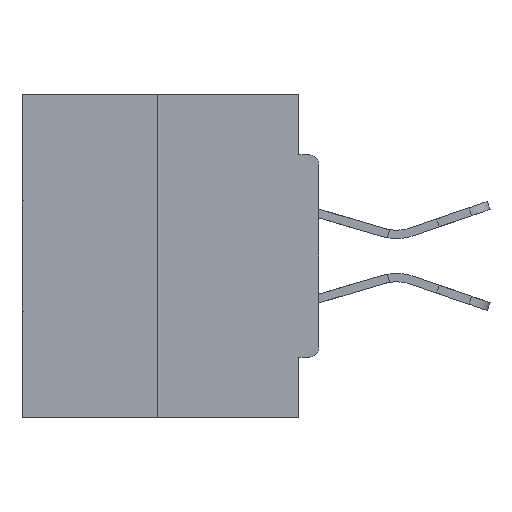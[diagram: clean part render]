
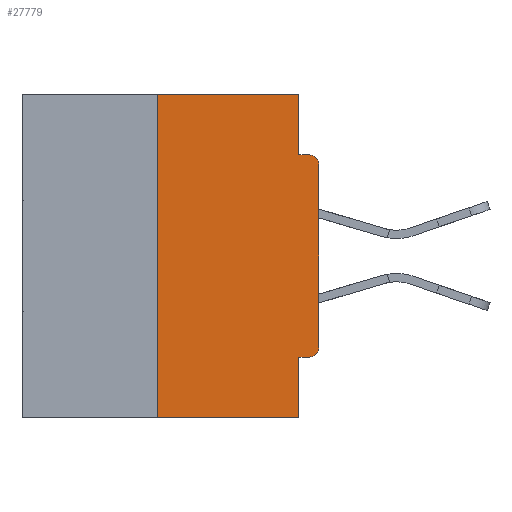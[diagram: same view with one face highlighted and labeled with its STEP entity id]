
A CAD part, left-side view. The second image highlights one B-rep face of the part: STEP entity #27779.
In plain terms, the highlighted planar face has unit normal (-1, 0, 0).
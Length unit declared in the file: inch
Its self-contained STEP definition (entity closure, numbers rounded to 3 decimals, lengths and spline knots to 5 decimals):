
#833 = EDGE_CURVE ( 'NONE', #7780, #28077, #19393, .T. ) ;
#1375 = CARTESIAN_POINT ( 'NONE',  ( 0., 0.015, -0.0935 ) ) ;
#1955 = EDGE_CURVE ( 'NONE', #16728, #25301, #30660, .T. ) ;
#2188 = AXIS2_PLACEMENT_3D ( 'NONE', #31771, #16438, #25725 ) ;
#2484 = DIRECTION ( 'NONE',  ( 1., 0., 0. ) ) ;
#3034 = DIRECTION ( 'NONE',  ( 0., -1., 0. ) ) ;
#3455 = CARTESIAN_POINT ( 'NONE',  ( 0., 0.031, -0.5 ) ) ;
#4296 = EDGE_CURVE ( 'NONE', #14227, #31849, #39431, .T. ) ;
#4389 = ORIENTED_EDGE ( 'NONE', *, *, #12299, .T. ) ;
#5583 = AXIS2_PLACEMENT_3D ( 'NONE', #13383, #37565, #16812 ) ;
#6232 = DIRECTION ( 'NONE',  ( 0., 0., 1. ) ) ;
#6745 = VERTEX_POINT ( 'NONE', #24066 ) ;
#6827 = LINE ( 'NONE', #30822, #21912 ) ;
#7780 = VERTEX_POINT ( 'NONE', #25589 ) ;
#7815 = CARTESIAN_POINT ( 'NONE',  ( 0., 0.46, 0. ) ) ;
#10137 = ORIENTED_EDGE ( 'NONE', *, *, #833, .T. ) ;
#11475 = CARTESIAN_POINT ( 'NONE',  ( 0., 0.25, -0.5 ) ) ;
#11560 = VERTEX_POINT ( 'NONE', #11475 ) ;
#12299 = EDGE_CURVE ( 'NONE', #12575, #7780, #36914, .T. ) ;
#12575 = VERTEX_POINT ( 'NONE', #18620 ) ;
#12920 = CARTESIAN_POINT ( 'NONE',  ( 0., 0., -0.0935 ) ) ;
#13037 = EDGE_CURVE ( 'NONE', #6745, #26070, #31081, .T. ) ;
#13383 = CARTESIAN_POINT ( 'NONE',  ( 0., 0.015, -0.1085 ) ) ;
#14227 = VERTEX_POINT ( 'NONE', #27225 ) ;
#14669 = VECTOR ( 'NONE', #20899, 39.37008 ) ;
#14783 = DIRECTION ( 'NONE',  ( 0., 0., -1. ) ) ;
#15875 = CARTESIAN_POINT ( 'NONE',  ( 0., 0.46, -0.5 ) ) ;
#16438 = DIRECTION ( 'NONE',  ( -1., 0., 0. ) ) ;
#16728 = VERTEX_POINT ( 'NONE', #20099 ) ;
#16812 = DIRECTION ( 'NONE',  ( 0., 0., -1. ) ) ;
#17190 = EDGE_LOOP ( 'NONE', ( #22931, #23037, #35418, #17196, #33040, #4389, #10137, #21070, #37407, #32422 ) ) ;
#17196 = ORIENTED_EDGE ( 'NONE', *, *, #13037, .F. ) ;
#17796 = FACE_OUTER_BOUND ( 'NONE', #17190, .T. ) ;
#18039 = VECTOR ( 'NONE', #34590, 39.37008 ) ;
#18392 = PLANE ( 'NONE',  #24865 ) ;
#18620 = CARTESIAN_POINT ( 'NONE',  ( 0., 0.015, -0.4065 ) ) ;
#18775 = DIRECTION ( 'NONE',  ( 0., 0., -1. ) ) ;
#19393 = LINE ( 'NONE', #34700, #28308 ) ;
#20099 = CARTESIAN_POINT ( 'NONE',  ( 0., 0.031, -0.0935 ) ) ;
#20320 = EDGE_CURVE ( 'NONE', #12575, #6745, #38020, .T. ) ;
#20899 = DIRECTION ( 'NONE',  ( 0., -1., 0. ) ) ;
#21070 = ORIENTED_EDGE ( 'NONE', *, *, #38229, .T. ) ;
#21912 = VECTOR ( 'NONE', #6232, 39.37008 ) ;
#21982 = CARTESIAN_POINT ( 'NONE',  ( 0., 0.031, -0.5 ) ) ;
#22299 = CARTESIAN_POINT ( 'NONE',  ( 0., 0., -0.4065 ) ) ;
#22931 = ORIENTED_EDGE ( 'NONE', *, *, #4296, .F. ) ;
#23037 = ORIENTED_EDGE ( 'NONE', *, *, #31885, .F. ) ;
#23107 = DIRECTION ( 'NONE',  ( 0., 0., -1. ) ) ;
#24066 = CARTESIAN_POINT ( 'NONE',  ( 0., 0.031, -0.4065 ) ) ;
#24865 = AXIS2_PLACEMENT_3D ( 'NONE', #7815, #2484, #14783 ) ;
#25301 = VERTEX_POINT ( 'NONE', #1375 ) ;
#25589 = CARTESIAN_POINT ( 'NONE',  ( 0., 0., -0.3915 ) ) ;
#25725 = DIRECTION ( 'NONE',  ( 0., 0., -1. ) ) ;
#26070 = VERTEX_POINT ( 'NONE', #21982 ) ;
#26253 = CARTESIAN_POINT ( 'NONE',  ( 0., 0., -0.1085 ) ) ;
#27225 = CARTESIAN_POINT ( 'NONE',  ( 0., 0.25, 0. ) ) ;
#27302 = VECTOR ( 'NONE', #3034, 39.37008 ) ;
#27355 = CARTESIAN_POINT ( 'NONE',  ( 0., 0.46, 0. ) ) ;
#27364 = EDGE_CURVE ( 'NONE', #11560, #26070, #37632, .T. ) ;
#27779 = ADVANCED_FACE ( 'NONE', ( #17796 ), #18392, .F. ) ;
#28077 = VERTEX_POINT ( 'NONE', #26253 ) ;
#28182 = DIRECTION ( 'NONE',  ( 0., -1., 0. ) ) ;
#28308 = VECTOR ( 'NONE', #37518, 39.37008 ) ;
#30639 = CIRCLE ( 'NONE', #5583, 0.015 ) ;
#30660 = LINE ( 'NONE', #12920, #27302 ) ;
#30822 = CARTESIAN_POINT ( 'NONE',  ( 0., 0.25, 0. ) ) ;
#31081 = LINE ( 'NONE', #3455, #35061 ) ;
#31771 = CARTESIAN_POINT ( 'NONE',  ( 0., 0.015, -0.3915 ) ) ;
#31849 = VERTEX_POINT ( 'NONE', #35864 ) ;
#31885 = EDGE_CURVE ( 'NONE', #11560, #14227, #6827, .T. ) ;
#32422 = ORIENTED_EDGE ( 'NONE', *, *, #34848, .F. ) ;
#33040 = ORIENTED_EDGE ( 'NONE', *, *, #20320, .F. ) ;
#34590 = DIRECTION ( 'NONE',  ( 0., 1., 0. ) ) ;
#34700 = CARTESIAN_POINT ( 'NONE',  ( 0., 0., 0. ) ) ;
#34848 = EDGE_CURVE ( 'NONE', #31849, #16728, #38411, .T. ) ;
#35061 = VECTOR ( 'NONE', #18775, 39.37008 ) ;
#35180 = CARTESIAN_POINT ( 'NONE',  ( 0., 0.031, 0. ) ) ;
#35418 = ORIENTED_EDGE ( 'NONE', *, *, #27364, .T. ) ;
#35864 = CARTESIAN_POINT ( 'NONE',  ( 0., 0.031, 0. ) ) ;
#36914 = CIRCLE ( 'NONE', #2188, 0.015 ) ;
#37407 = ORIENTED_EDGE ( 'NONE', *, *, #1955, .F. ) ;
#37518 = DIRECTION ( 'NONE',  ( 0., 0., 1. ) ) ;
#37565 = DIRECTION ( 'NONE',  ( -1., 0., 0. ) ) ;
#37632 = LINE ( 'NONE', #15875, #37768 ) ;
#37768 = VECTOR ( 'NONE', #28182, 39.37008 ) ;
#38020 = LINE ( 'NONE', #22299, #18039 ) ;
#38229 = EDGE_CURVE ( 'NONE', #28077, #25301, #30639, .T. ) ;
#38411 = LINE ( 'NONE', #35180, #39430 ) ;
#39430 = VECTOR ( 'NONE', #23107, 39.37008 ) ;
#39431 = LINE ( 'NONE', #27355, #14669 ) ;
